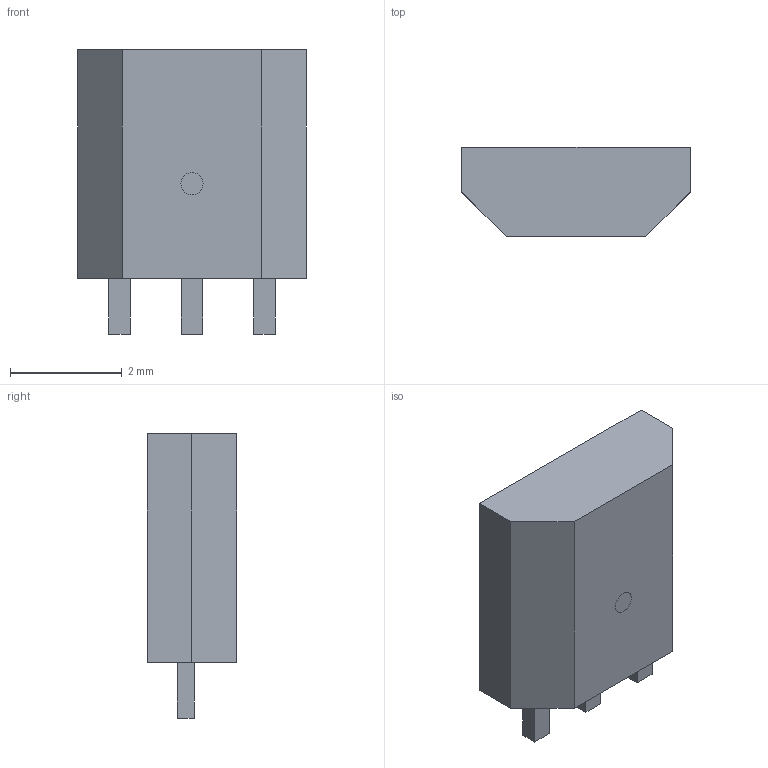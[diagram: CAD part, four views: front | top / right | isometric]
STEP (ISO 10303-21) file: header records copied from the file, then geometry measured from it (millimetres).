
FILE_DESCRIPTION (( 'STEP AP214' ), '1' );
FILE_NAME ('SS49E-S.STEP', '2011-12-03T11:17:18', ( '' ), ( '' ), 'SwSTEP 2.0', 'SolidWorks 2011', '' );
FILE_SCHEMA (( 'AUTOMOTIVE_DESIGN' ));
Length unit declared in the file: millimetre
Products named in the file (1): SS49E-S
Bounding box: 4.1 x 1.6 x 5.1 mm (x, y, z)
Volume: 24.6 mm3; surface area: 58.8 mm2
Topology: 1 solids, 1 shells, 39 faces, 96 edges, 64 vertices
Faces by surface type: plane 37, cylinder 2
Entity records: 1432 total; most frequent: CARTESIAN_POINT 200, ORIENTED_EDGE 192, DIRECTION 180, EDGE_CURVE 96, VECTOR 92, LINE 92, VERTEX_POINT 64, AXIS2_PLACEMENT_3D 44
